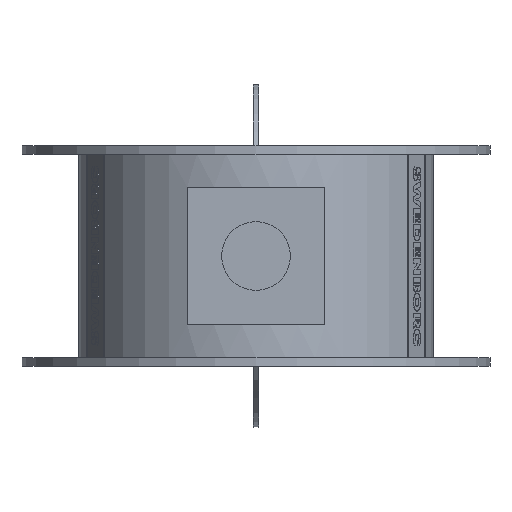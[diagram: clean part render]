
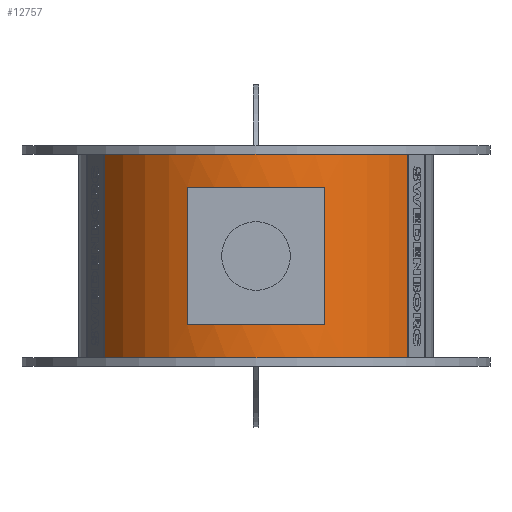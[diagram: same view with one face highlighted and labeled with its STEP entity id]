
A CAD part, left-side view. The second image highlights one B-rep face of the part: STEP entity #12757.
In plain terms, the highlighted cylindrical face has radius 129 mm (diameter 258 mm), a partial arc.
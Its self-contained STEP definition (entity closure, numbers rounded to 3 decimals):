
#15=CYLINDRICAL_SURFACE('',#13297,129.);
#76=CIRCLE('',#13278,129.);
#79=CIRCLE('',#13286,129.);
#90=CIRCLE('',#13298,129.);
#91=CIRCLE('',#13299,129.);
#245=FACE_BOUND('',#2007,.T.);
#1271=FACE_OUTER_BOUND('',#2006,.T.);
#2006=EDGE_LOOP('',(#10975,#10976,#10977,#10978));
#2007=EDGE_LOOP('',(#10979,#10980,#10981,#10982));
#3277=LINE('',#21586,#4566);
#3296=LINE('',#21672,#4585);
#3297=LINE('',#21677,#4586);
#3298=LINE('',#21680,#4587);
#4566=VECTOR('',#15367,10.);
#4585=VECTOR('',#15456,10.);
#4586=VECTOR('',#15459,10.);
#4587=VECTOR('',#15462,10.);
#6064=VERTEX_POINT('',#21583);
#6065=VERTEX_POINT('',#21585);
#6082=VERTEX_POINT('',#21627);
#6086=VERTEX_POINT('',#21644);
#6098=VERTEX_POINT('',#21673);
#6099=VERTEX_POINT('',#21674);
#6100=VERTEX_POINT('',#21676);
#6101=VERTEX_POINT('',#21678);
#7714=EDGE_CURVE('',#6065,#6064,#3277,.T.);
#7737=EDGE_CURVE('',#6064,#6082,#76,.T.);
#7744=EDGE_CURVE('',#6086,#6065,#79,.T.);
#7759=EDGE_CURVE('',#6082,#6086,#3296,.T.);
#7760=EDGE_CURVE('',#6098,#6099,#90,.T.);
#7761=EDGE_CURVE('',#6099,#6100,#3297,.T.);
#7762=EDGE_CURVE('',#6100,#6101,#91,.T.);
#7763=EDGE_CURVE('',#6101,#6098,#3298,.T.);
#10975=ORIENTED_EDGE('',*,*,#7714,.T.);
#10976=ORIENTED_EDGE('',*,*,#7737,.T.);
#10977=ORIENTED_EDGE('',*,*,#7759,.T.);
#10978=ORIENTED_EDGE('',*,*,#7744,.T.);
#10979=ORIENTED_EDGE('',*,*,#7760,.T.);
#10980=ORIENTED_EDGE('',*,*,#7761,.T.);
#10981=ORIENTED_EDGE('',*,*,#7762,.T.);
#10982=ORIENTED_EDGE('',*,*,#7763,.T.);
#12757=ADVANCED_FACE('',(#1271,#245),#15,.T.);
#13278=AXIS2_PLACEMENT_3D('',#21629,#15408,#15409);
#13286=AXIS2_PLACEMENT_3D('',#21645,#15428,#15429);
#13297=AXIS2_PLACEMENT_3D('',#21671,#15454,#15455);
#13298=AXIS2_PLACEMENT_3D('',#21675,#15457,#15458);
#13299=AXIS2_PLACEMENT_3D('',#21679,#15460,#15461);
#15367=DIRECTION('',(0.,0.,1.));
#15408=DIRECTION('center_axis',(0.,0.,-1.));
#15409=DIRECTION('ref_axis',(-1.,0.,0.));
#15428=DIRECTION('center_axis',(0.,0.,1.));
#15429=DIRECTION('ref_axis',(-1.,0.,0.));
#15454=DIRECTION('center_axis',(0.,0.,1.));
#15455=DIRECTION('ref_axis',(-1.,0.,0.));
#15456=DIRECTION('',(0.,0.,-1.));
#15457=DIRECTION('center_axis',(0.,0.,1.));
#15458=DIRECTION('ref_axis',(-1.,0.,0.));
#15459=DIRECTION('',(0.,0.,-1.));
#15460=DIRECTION('center_axis',(0.,0.,-1.));
#15461=DIRECTION('ref_axis',(-1.,0.,0.));
#15462=DIRECTION('',(0.,0.,1.));
#21583=CARTESIAN_POINT('',(-67.743,-109.781,74.));
#21585=CARTESIAN_POINT('',(-67.743,-109.781,-74.));
#21586=CARTESIAN_POINT('',(-67.743,-109.781,0.));
#21627=CARTESIAN_POINT('',(-67.743,109.781,74.));
#21629=CARTESIAN_POINT('Origin',(0.,0.,74.));
#21644=CARTESIAN_POINT('',(-67.743,109.781,-74.));
#21645=CARTESIAN_POINT('Origin',(0.,0.,-74.));
#21671=CARTESIAN_POINT('Origin',(0.,0.,0.));
#21672=CARTESIAN_POINT('',(-67.743,109.781,0.));
#21673=CARTESIAN_POINT('',(-118.916,50.,50.));
#21674=CARTESIAN_POINT('',(-118.916,-50.,50.));
#21675=CARTESIAN_POINT('Origin',(0.,0.,50.));
#21676=CARTESIAN_POINT('',(-118.916,-50.,-50.));
#21677=CARTESIAN_POINT('',(-118.916,-50.,0.));
#21678=CARTESIAN_POINT('',(-118.916,50.,-50.));
#21679=CARTESIAN_POINT('Origin',(0.,0.,-50.));
#21680=CARTESIAN_POINT('',(-118.916,50.,0.));
